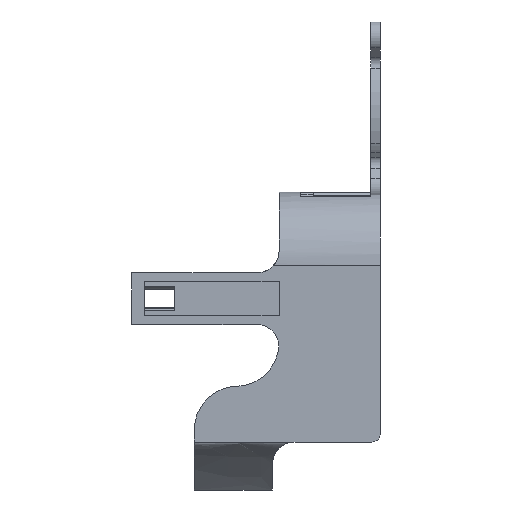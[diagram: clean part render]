
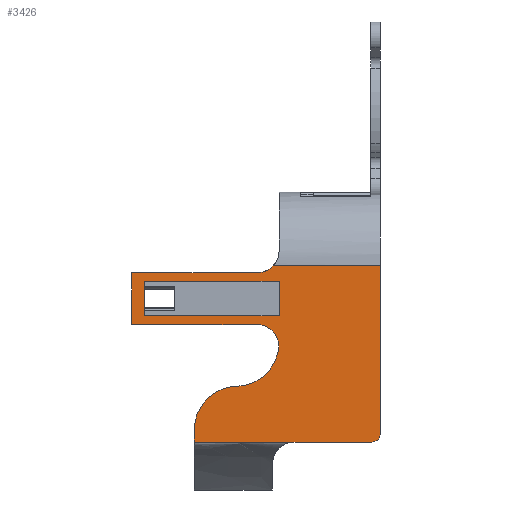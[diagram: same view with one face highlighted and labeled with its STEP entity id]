
A CAD part, left-side view. The second image highlights one B-rep face of the part: STEP entity #3426.
In plain terms, the highlighted planar face has unit normal (-1, 0, 0).
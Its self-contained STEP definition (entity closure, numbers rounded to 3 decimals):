
#38=FACE_BOUND('',#454,.T.);
#132=PLANE('',#3687);
#266=FACE_OUTER_BOUND('',#453,.T.);
#453=EDGE_LOOP('',(#2707,#2708,#2709,#2710,#2711,#2712,#2713,#2714,#2715,
#2716,#2717,#2718,#2719));
#454=EDGE_LOOP('',(#2720,#2721,#2722,#2723));
#557=LINE('',#4821,#898);
#569=LINE('',#4861,#910);
#654=LINE('',#5133,#995);
#703=LINE('',#5729,#1044);
#706=LINE('',#5739,#1047);
#744=LINE('',#5850,#1085);
#745=LINE('',#5851,#1086);
#746=LINE('',#5856,#1087);
#747=LINE('',#5859,#1088);
#748=LINE('',#5861,#1089);
#749=LINE('',#5863,#1090);
#750=LINE('',#5864,#1091);
#898=VECTOR('',#3857,10.);
#910=VECTOR('',#3885,10.);
#995=VECTOR('',#4136,10.);
#1044=VECTOR('',#4237,10.);
#1047=VECTOR('',#4242,10.);
#1085=VECTOR('',#4346,10.);
#1086=VECTOR('',#4347,10.);
#1087=VECTOR('',#4352,10.);
#1088=VECTOR('',#4353,10.);
#1089=VECTOR('',#4354,10.);
#1090=VECTOR('',#4355,10.);
#1091=VECTOR('',#4356,10.);
#1238=CIRCLE('',#3535,5.);
#1242=CIRCLE('',#3543,5.);
#1313=CIRCLE('',#3685,2.);
#1315=CIRCLE('',#3688,10.);
#1316=CIRCLE('',#3689,10.);
#1380=VERTEX_POINT('',#4814);
#1381=VERTEX_POINT('',#4816);
#1382=VERTEX_POINT('',#4820);
#1390=VERTEX_POINT('',#4841);
#1394=VERTEX_POINT('',#4853);
#1396=VERTEX_POINT('',#4859);
#1493=VERTEX_POINT('',#5130);
#1494=VERTEX_POINT('',#5132);
#1527=VERTEX_POINT('',#5275);
#1563=VERTEX_POINT('',#5728);
#1565=VERTEX_POINT('',#5737);
#1606=VERTEX_POINT('',#5852);
#1607=VERTEX_POINT('',#5854);
#1608=VERTEX_POINT('',#5857);
#1609=VERTEX_POINT('',#5858);
#1610=VERTEX_POINT('',#5860);
#1611=VERTEX_POINT('',#5862);
#1724=EDGE_CURVE('',#1381,#1380,#1238,.F.);
#1726=EDGE_CURVE('',#1381,#1382,#557,.T.);
#1740=EDGE_CURVE('',#1394,#1390,#1242,.T.);
#1743=EDGE_CURVE('',#1394,#1396,#569,.T.);
#1873=EDGE_CURVE('',#1493,#1494,#654,.T.);
#1964=EDGE_CURVE('',#1563,#1527,#703,.T.);
#1968=EDGE_CURVE('',#1527,#1565,#706,.T.);
#2022=EDGE_CURVE('',#1494,#1565,#1313,.T.);
#2024=EDGE_CURVE('',#1390,#1493,#744,.F.);
#2025=EDGE_CURVE('',#1382,#1396,#745,.T.);
#2026=EDGE_CURVE('',#1606,#1380,#1315,.T.);
#2027=EDGE_CURVE('',#1607,#1606,#1316,.T.);
#2028=EDGE_CURVE('',#1563,#1607,#746,.F.);
#2029=EDGE_CURVE('',#1608,#1609,#747,.T.);
#2030=EDGE_CURVE('',#1610,#1608,#748,.T.);
#2031=EDGE_CURVE('',#1610,#1611,#749,.T.);
#2032=EDGE_CURVE('',#1611,#1609,#750,.T.);
#2707=ORIENTED_EDGE('',*,*,#2022,.F.);
#2708=ORIENTED_EDGE('',*,*,#1873,.F.);
#2709=ORIENTED_EDGE('',*,*,#2024,.F.);
#2710=ORIENTED_EDGE('',*,*,#1740,.F.);
#2711=ORIENTED_EDGE('',*,*,#1743,.T.);
#2712=ORIENTED_EDGE('',*,*,#2025,.F.);
#2713=ORIENTED_EDGE('',*,*,#1726,.F.);
#2714=ORIENTED_EDGE('',*,*,#1724,.T.);
#2715=ORIENTED_EDGE('',*,*,#2026,.F.);
#2716=ORIENTED_EDGE('',*,*,#2027,.F.);
#2717=ORIENTED_EDGE('',*,*,#2028,.F.);
#2718=ORIENTED_EDGE('',*,*,#1964,.T.);
#2719=ORIENTED_EDGE('',*,*,#1968,.T.);
#2720=ORIENTED_EDGE('',*,*,#2029,.F.);
#2721=ORIENTED_EDGE('',*,*,#2030,.F.);
#2722=ORIENTED_EDGE('',*,*,#2031,.T.);
#2723=ORIENTED_EDGE('',*,*,#2032,.T.);
#3426=ADVANCED_FACE('',(#266,#38),#132,.T.);
#3535=AXIS2_PLACEMENT_3D('',#4817,#3852,#3853);
#3543=AXIS2_PLACEMENT_3D('',#4855,#3879,#3880);
#3685=AXIS2_PLACEMENT_3D('',#5847,#4340,#4341);
#3687=AXIS2_PLACEMENT_3D('',#5849,#4344,#4345);
#3688=AXIS2_PLACEMENT_3D('',#5853,#4348,#4349);
#3689=AXIS2_PLACEMENT_3D('',#5855,#4350,#4351);
#3852=DIRECTION('center_axis',(-1.,0.,0.));
#3853=DIRECTION('ref_axis',(0.,0.,-1.));
#3857=DIRECTION('',(0.,1.,0.));
#3879=DIRECTION('center_axis',(-1.,0.,0.));
#3880=DIRECTION('ref_axis',(0.,-0.707,-0.707));
#3885=DIRECTION('',(0.,1.,0.));
#4136=DIRECTION('',(0.,0.,-1.));
#4237=DIRECTION('',(0.,-1.,0.));
#4242=DIRECTION('',(0.,-1.,0.));
#4340=DIRECTION('center_axis',(1.,0.,0.));
#4341=DIRECTION('ref_axis',(0.,-0.707,-0.707));
#4344=DIRECTION('center_axis',(-1.,0.,0.));
#4345=DIRECTION('ref_axis',(0.,1.,0.));
#4346=DIRECTION('',(0.,1.,0.));
#4347=DIRECTION('',(0.,0.,1.));
#4348=DIRECTION('center_axis',(-1.,0.,0.));
#4349=DIRECTION('ref_axis',(0.,-0.707,-0.707));
#4350=DIRECTION('center_axis',(1.,0.,0.));
#4351=DIRECTION('ref_axis',(0.,-1.,0.));
#4352=DIRECTION('',(0.,0.,-1.));
#4353=DIRECTION('',(0.,0.,-1.));
#4354=DIRECTION('',(0.,1.,0.));
#4355=DIRECTION('',(0.,0.,-1.));
#4356=DIRECTION('',(0.,1.,0.));
#4814=CARTESIAN_POINT('',(-32.5,-53.931,-0.02));
#4816=CARTESIAN_POINT('',(-32.5,-48.99,5.75));
#4817=CARTESIAN_POINT('Origin',(-32.5,-48.99,0.75));
#4820=CARTESIAN_POINT('',(-32.5,-20.,5.75));
#4821=CARTESIAN_POINT('',(-32.5,-54.05,5.75));
#4841=CARTESIAN_POINT('',(-32.5,-52.669,19.3));
#4853=CARTESIAN_POINT('',(-32.5,-49.05,17.75));
#4855=CARTESIAN_POINT('Origin',(-32.5,-49.05,22.75));
#4859=CARTESIAN_POINT('',(-32.5,-20.,17.75));
#4861=CARTESIAN_POINT('',(-32.5,-54.05,17.75));
#5130=CARTESIAN_POINT('',(-32.5,-77.45,19.3));
#5132=CARTESIAN_POINT('',(-32.5,-77.45,-19.38));
#5133=CARTESIAN_POINT('',(-32.5,-77.45,36.3));
#5275=CARTESIAN_POINT('',(-32.5,-57.5,-21.38));
#5728=CARTESIAN_POINT('',(-32.5,-34.5,-21.38));
#5729=CARTESIAN_POINT('',(-32.5,-76.95,-21.38));
#5737=CARTESIAN_POINT('',(-32.5,-75.45,-21.38));
#5739=CARTESIAN_POINT('',(-32.5,-76.95,-21.38));
#5847=CARTESIAN_POINT('Origin',(-32.5,-75.45,-19.38));
#5849=CARTESIAN_POINT('Origin',(-32.5,-76.95,36.3));
#5850=CARTESIAN_POINT('',(-32.5,-65.5,19.3));
#5851=CARTESIAN_POINT('',(-32.5,-20.,5.75));
#5852=CARTESIAN_POINT('',(-32.5,-44.275,-8.477));
#5853=CARTESIAN_POINT('Origin',(-32.5,-44.05,1.52));
#5854=CARTESIAN_POINT('',(-32.5,-34.5,-18.475));
#5855=CARTESIAN_POINT('Origin',(-32.5,-44.5,-18.475));
#5856=CARTESIAN_POINT('',(-32.5,-34.5,9.185));
#5857=CARTESIAN_POINT('',(-32.5,-23.,15.75));
#5858=CARTESIAN_POINT('',(-32.5,-23.,7.75));
#5859=CARTESIAN_POINT('',(-32.5,-23.,9.75));
#5860=CARTESIAN_POINT('',(-32.5,-54.05,15.75));
#5861=CARTESIAN_POINT('',(-32.5,-54.05,15.75));
#5862=CARTESIAN_POINT('',(-32.5,-54.05,7.75));
#5863=CARTESIAN_POINT('',(-32.5,-54.05,30.3));
#5864=CARTESIAN_POINT('',(-32.5,-54.05,7.75));
